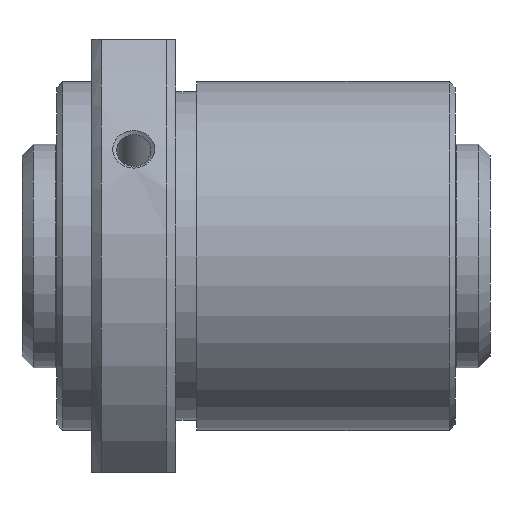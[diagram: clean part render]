
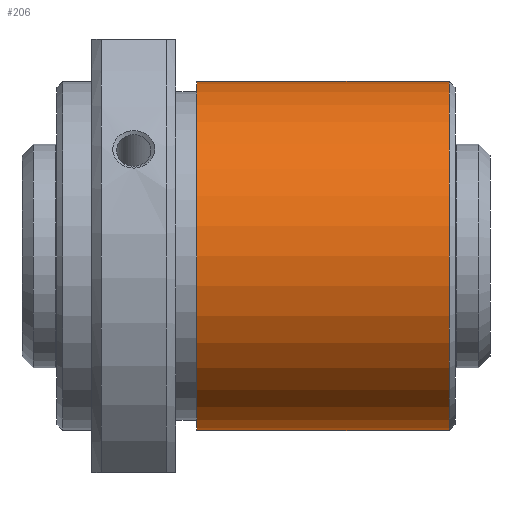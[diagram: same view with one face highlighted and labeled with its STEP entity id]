
A CAD part, front view. The second image highlights one B-rep face of the part: STEP entity #206.
In plain terms, the highlighted cylindrical face has radius 25 mm (diameter 50 mm), a full revolution.
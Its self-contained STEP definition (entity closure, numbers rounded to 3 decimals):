
#206 = ADVANCED_FACE( '', ( #326, #327 ), #328, .T. );
#326 = FACE_OUTER_BOUND( '', #451, .T. );
#327 = FACE_OUTER_BOUND( '', #452, .T. );
#328 = CYLINDRICAL_SURFACE( '', #453, 25. );
#451 = EDGE_LOOP( '', ( #687 ) );
#452 = EDGE_LOOP( '', ( #688 ) );
#453 = AXIS2_PLACEMENT_3D( '', #689, #690, #691 );
#687 = ORIENTED_EDGE( '', *, *, #760, .T. );
#688 = ORIENTED_EDGE( '', *, *, #761, .F. );
#689 = CARTESIAN_POINT( '', ( 57., 0., 0. ) );
#690 = DIRECTION( '', ( -1., 0., 0. ) );
#691 = DIRECTION( '', ( 0., 0., -1. ) );
#760 = EDGE_CURVE( '', #871, #871, #872, .T. );
#761 = EDGE_CURVE( '', #873, #873, #874, .T. );
#871 = VERTEX_POINT( '', #1135 );
#872 = CIRCLE( '', #1136, 25. );
#873 = VERTEX_POINT( '', #1137 );
#874 = CIRCLE( '', #1138, 25. );
#1135 = CARTESIAN_POINT( '', ( 20., 0., -25. ) );
#1136 = AXIS2_PLACEMENT_3D( '', #1269, #1270, #1271 );
#1137 = CARTESIAN_POINT( '', ( 56.167, 0., -25. ) );
#1138 = AXIS2_PLACEMENT_3D( '', #1272, #1273, #1274 );
#1269 = CARTESIAN_POINT( '', ( 20., 0., 0. ) );
#1270 = DIRECTION( '', ( 1., 0., 0. ) );
#1271 = DIRECTION( '', ( 0., 0., -1. ) );
#1272 = CARTESIAN_POINT( '', ( 56.167, 0., 0. ) );
#1273 = DIRECTION( '', ( 1., 0., 0. ) );
#1274 = DIRECTION( '', ( 0., 0., -1. ) );
